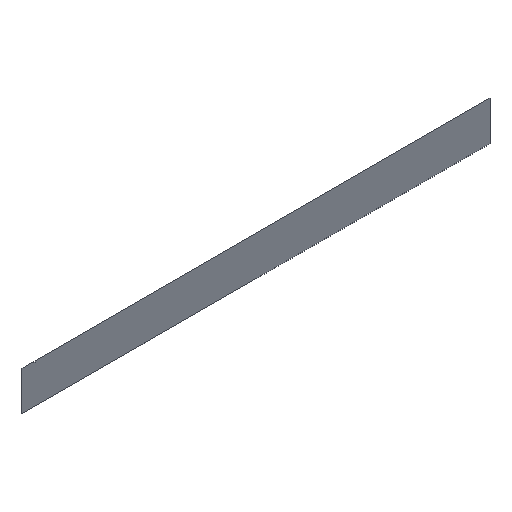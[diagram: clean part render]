
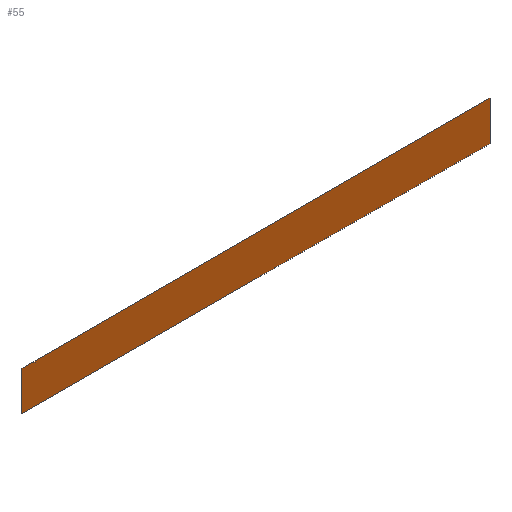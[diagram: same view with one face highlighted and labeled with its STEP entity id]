
A CAD part, isometric view. The second image highlights one B-rep face of the part: STEP entity #55.
In plain terms, the highlighted planar face has unit normal (0, 1, 0).
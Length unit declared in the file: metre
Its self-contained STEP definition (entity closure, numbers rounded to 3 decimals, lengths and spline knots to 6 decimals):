
#12=ORIENTED_EDGE('',*,*,#20,.T.);
#13=ORIENTED_EDGE('',*,*,#21,.T.);
#14=ORIENTED_EDGE('',*,*,#22,.T.);
#15=ORIENTED_EDGE('',*,*,#23,.T.);
#16=ORIENTED_EDGE('',*,*,#24,.T.);
#17=ORIENTED_EDGE('',*,*,#25,.T.);
#18=ORIENTED_EDGE('',*,*,#26,.T.);
#19=ORIENTED_EDGE('',*,*,#27,.T.);
#20=EDGE_CURVE('',#28,#29,#36,.F.);
#21=EDGE_CURVE('',#29,#30,#37,.F.);
#22=EDGE_CURVE('',#30,#31,#38,.F.);
#23=EDGE_CURVE('',#31,#32,#39,.F.);
#24=EDGE_CURVE('',#32,#33,#40,.F.);
#25=EDGE_CURVE('',#33,#34,#41,.F.);
#26=EDGE_CURVE('',#34,#35,#42,.F.);
#27=EDGE_CURVE('',#35,#28,#43,.F.);
#28=VERTEX_POINT('',#85);
#29=VERTEX_POINT('',#86);
#30=VERTEX_POINT('',#88);
#31=VERTEX_POINT('',#90);
#32=VERTEX_POINT('',#92);
#33=VERTEX_POINT('',#94);
#34=VERTEX_POINT('',#96);
#35=VERTEX_POINT('',#98);
#36=LINE('',#84,#44);
#37=LINE('',#87,#45);
#38=LINE('',#89,#46);
#39=LINE('',#91,#47);
#40=LINE('',#93,#48);
#41=LINE('',#95,#49);
#42=LINE('',#97,#50);
#43=LINE('',#99,#51);
#44=VECTOR('',#74,1.);
#45=VECTOR('',#75,1.);
#46=VECTOR('',#76,1.);
#47=VECTOR('',#77,1.);
#48=VECTOR('',#78,1.);
#49=VECTOR('',#79,1.);
#50=VECTOR('',#80,1.);
#51=VECTOR('',#81,1.);
#52=EDGE_LOOP('',(#12,#13,#14,#15,#16,#17,#18,#19));
#53=FACE_BOUND('',#52,.T.);
#54=PLANE('',#69);
#55=ADVANCED_FACE('',(#53),#54,.F.);
#69=AXIS2_PLACEMENT_3D('',#83,#72,#73);
#72=DIRECTION('',(0.,-1.,0.));
#73=DIRECTION('',(0.,0.,-1.));
#74=DIRECTION('',(1.,0.,0.));
#75=DIRECTION('',(0.,0.,-1.));
#76=DIRECTION('',(-1.,0.,0.));
#77=DIRECTION('',(0.,0.,1.));
#78=DIRECTION('',(-1.,0.,0.));
#79=DIRECTION('',(0.,0.,-1.));
#80=DIRECTION('',(-1.,0.,0.));
#81=DIRECTION('',(0.,0.,1.));
#83=CARTESIAN_POINT('',(-0.6301,0.,-0.159639));
#84=CARTESIAN_POINT('',(-1.2602,0.,-0.212852));
#85=CARTESIAN_POINT('',(0.,0.,-0.212852));
#86=CARTESIAN_POINT('',(-2.5204,0.,-0.212852));
#87=CARTESIAN_POINT('',(-2.5204,0.,-0.106426));
#88=CARTESIAN_POINT('',(-2.5204,0.,0.));
#89=CARTESIAN_POINT('',(-2.4884,0.,0.));
#90=CARTESIAN_POINT('',(-2.4564,0.,0.));
#91=CARTESIAN_POINT('',(-2.4564,0.,-0.0032));
#92=CARTESIAN_POINT('',(-2.4564,0.,-0.0064));
#93=CARTESIAN_POINT('',(-2.4532,0.,-0.0064));
#94=CARTESIAN_POINT('',(-2.45,0.,-0.0064));
#95=CARTESIAN_POINT('',(-2.45,0.,-0.0032));
#96=CARTESIAN_POINT('',(-2.45,0.,0.));
#97=CARTESIAN_POINT('',(-1.225,0.,0.));
#98=CARTESIAN_POINT('',(0.,0.,0.));
#99=CARTESIAN_POINT('',(0.,0.,-0.106426));
